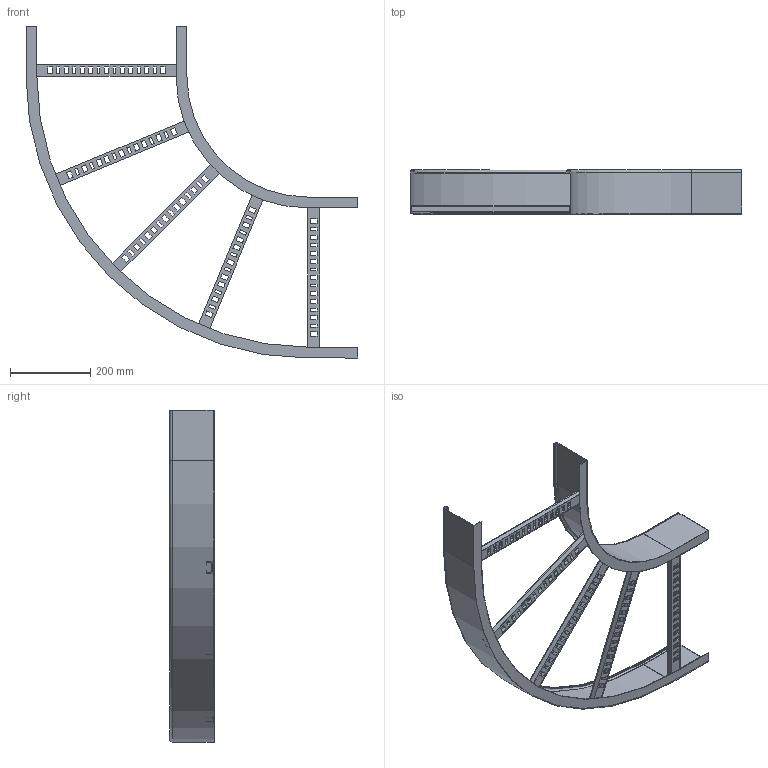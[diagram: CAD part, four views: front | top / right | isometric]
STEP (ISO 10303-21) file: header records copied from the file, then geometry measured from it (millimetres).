
FILE_DESCRIPTION (( 'STEP AP214' ), '1' );
FILE_NAME ('6225126.stp', '2017-03-22T10:42:39', ( '' ), ( '' ), 'SwSTEP 2.0', 'SolidWorks 2016', '' );
FILE_SCHEMA (( 'AUTOMOTIVE_DESIGN' ));
Length unit declared in the file: millimetre
Products named in the file (4): 079986_L=0392; 086324_Auáenholm 110xR700; 086304_Innenholm 110xR300; 6225126
Assembly tree (7 placements, depth 2):
  6225126
    086304_Innenholm 110xR300
    086324_Auáenholm 110xR700
    079986_L=0392  x5
Bounding box: 825 x 110 x 825 mm (x, y, z)
Volume: 642333.6 mm3; surface area: 876263.7 mm2
Topology: 7 solids, 7 shells, 522 faces, 1484 edges, 976 vertices
Faces by surface type: plane 500, cylinder 18, torus 4
Entity records: 5134 total; most frequent: CARTESIAN_POINT 872, ORIENTED_EDGE 856, DIRECTION 808, EDGE_CURVE 428, LINE 392, VECTOR 392, VERTEX_POINT 272, AXIS2_PLACEMENT_3D 208
